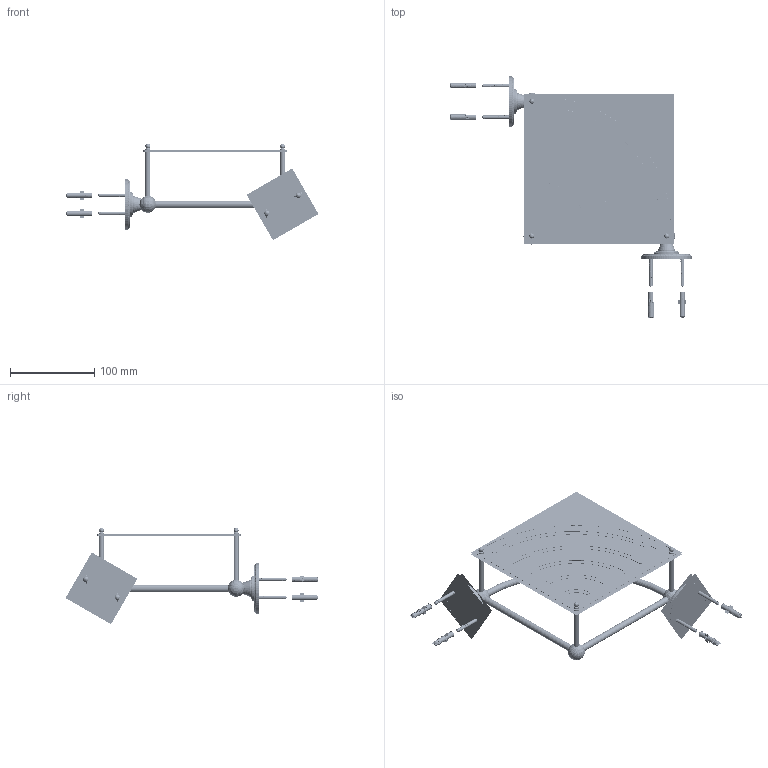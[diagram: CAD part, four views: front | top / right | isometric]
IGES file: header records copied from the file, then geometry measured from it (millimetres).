
Start section:  PTC IGES file: 0006202.igs
Global section: file name: 0006202.igs; native system: Pro/ENGINEER by Parametric Technology Corporation; preprocessor: 2008230; author: Administrator; organization: Unknown; date: 20140607.103544; units: millimetre
Bounding box: 300.45 x 300.45 x 114.63 mm (x, y, z)
Volume: 128645 mm3; surface area: 554479.5 mm2
Topology: 25 solids, 39 shells, 3202 faces, 16607 edges, 21144 vertices
Faces by surface type: revolution 2032, bspline 1156, extrusion 14
